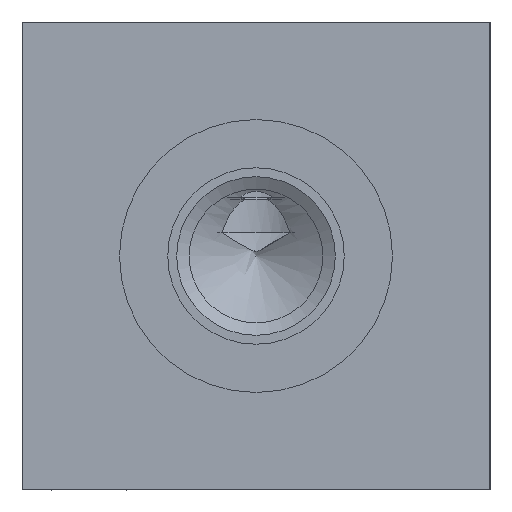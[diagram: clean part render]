
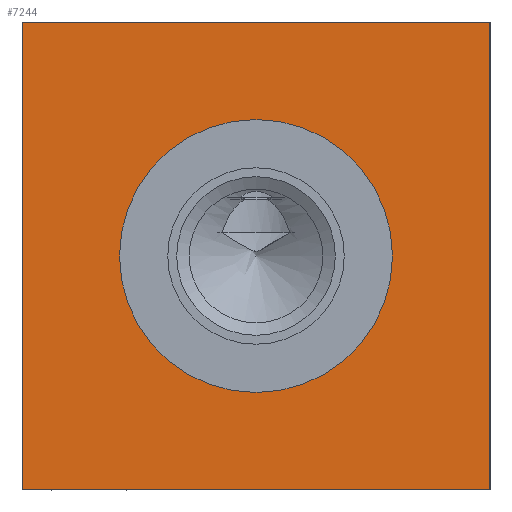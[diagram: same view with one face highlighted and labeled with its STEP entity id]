
A CAD part, left-side view. The second image highlights one B-rep face of the part: STEP entity #7244.
In plain terms, the highlighted planar face has unit normal (-1, 0, 0).
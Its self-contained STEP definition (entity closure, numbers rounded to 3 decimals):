
#156=CIRCLE('',#7635,12.967);
#157=CIRCLE('',#7636,12.967);
#219=FACE_BOUND('',#1265,.T.);
#847=FACE_OUTER_BOUND('',#1264,.T.);
#1264=EDGE_LOOP('',(#6316,#6317,#6318,#6319));
#1265=EDGE_LOOP('',(#6320,#6321));
#1559=LINE('',#10988,#2266);
#1977=LINE('',#12360,#2684);
#1978=LINE('',#12361,#2685);
#1979=LINE('',#12362,#2686);
#2266=VECTOR('',#8099,10.);
#2684=VECTOR('',#9137,10.);
#2685=VECTOR('',#9138,10.);
#2686=VECTOR('',#9139,10.);
#2976=VERTEX_POINT('',#10981);
#2979=VERTEX_POINT('',#10986);
#3350=VERTEX_POINT('',#12324);
#3351=VERTEX_POINT('',#12325);
#3362=VERTEX_POINT('',#12358);
#3363=VERTEX_POINT('',#12359);
#3795=EDGE_CURVE('',#2979,#2976,#1559,.T.);
#4337=EDGE_CURVE('',#3350,#3351,#156,.T.);
#4338=EDGE_CURVE('',#3351,#3350,#157,.T.);
#4353=EDGE_CURVE('',#3362,#3363,#1977,.T.);
#4354=EDGE_CURVE('',#3363,#2976,#1978,.T.);
#4355=EDGE_CURVE('',#3362,#2979,#1979,.T.);
#6316=ORIENTED_EDGE('',*,*,#4353,.T.);
#6317=ORIENTED_EDGE('',*,*,#4354,.T.);
#6318=ORIENTED_EDGE('',*,*,#3795,.F.);
#6319=ORIENTED_EDGE('',*,*,#4355,.F.);
#6320=ORIENTED_EDGE('',*,*,#4337,.T.);
#6321=ORIENTED_EDGE('',*,*,#4338,.T.);
#6585=PLANE('',#7652);
#7244=ADVANCED_FACE('',(#847,#219),#6585,.T.);
#7635=AXIS2_PLACEMENT_3D('',#12326,#9097,#9098);
#7636=AXIS2_PLACEMENT_3D('',#12327,#9099,#9100);
#7652=AXIS2_PLACEMENT_3D('',#12357,#9135,#9136);
#8099=DIRECTION('',(0.,-1.,0.));
#9097=DIRECTION('center_axis',(1.,0.,0.));
#9098=DIRECTION('ref_axis',(0.,0.,1.));
#9099=DIRECTION('center_axis',(1.,0.,0.));
#9100=DIRECTION('ref_axis',(0.,0.,1.));
#9135=DIRECTION('center_axis',(-1.,0.,0.));
#9136=DIRECTION('ref_axis',(0.,-1.,0.));
#9137=DIRECTION('',(0.,-1.,0.));
#9138=DIRECTION('',(0.,0.,1.));
#9139=DIRECTION('',(0.,0.,1.));
#10981=CARTESIAN_POINT('',(0.,0.,44.45));
#10986=CARTESIAN_POINT('',(0.,44.45,44.45));
#10988=CARTESIAN_POINT('',(0.,44.45,44.45));
#12324=CARTESIAN_POINT('',(0.,22.225,35.192));
#12325=CARTESIAN_POINT('',(0.,22.225,9.258));
#12326=CARTESIAN_POINT('Origin',(0.,22.225,22.225));
#12327=CARTESIAN_POINT('Origin',(0.,22.225,22.225));
#12357=CARTESIAN_POINT('Origin',(0.,44.45,0.));
#12358=CARTESIAN_POINT('',(0.,44.45,0.));
#12359=CARTESIAN_POINT('',(0.,0.,0.));
#12360=CARTESIAN_POINT('',(0.,44.45,0.));
#12361=CARTESIAN_POINT('',(0.,0.,0.));
#12362=CARTESIAN_POINT('',(0.,44.45,0.));
